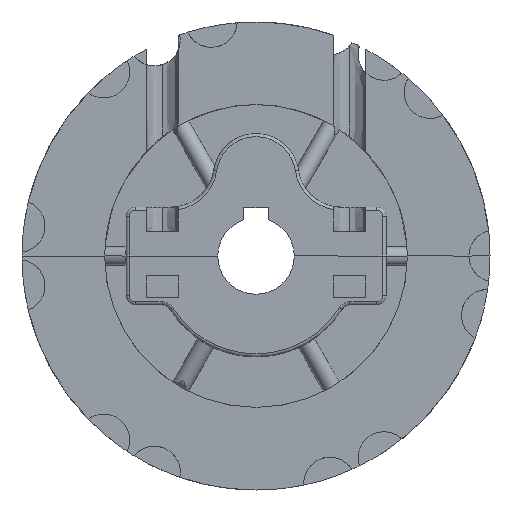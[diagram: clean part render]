
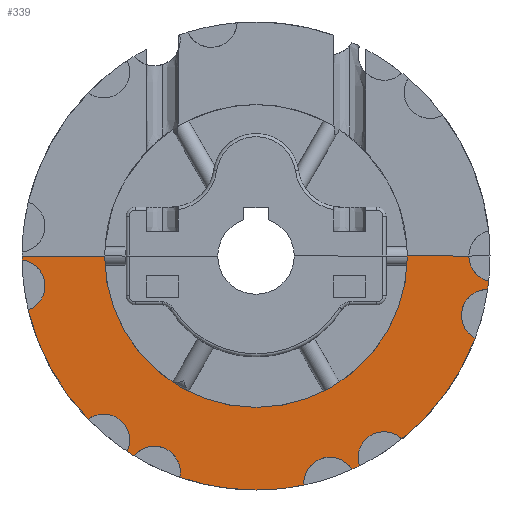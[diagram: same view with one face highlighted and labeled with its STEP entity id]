
A CAD part, left-side view. The second image highlights one B-rep face of the part: STEP entity #339.
In plain terms, the highlighted planar face has unit normal (-1, 0, 0).
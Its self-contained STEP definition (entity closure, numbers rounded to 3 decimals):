
#63=CARTESIAN_POINT('Vertex',(-26.5,-75.716,-10.923)) ;
#77=CARTESIAN_POINT('Vertex',(-26.5,-76.054,-8.25)) ;
#80=CARTESIAN_POINT('Axis2P3D Location',(-26.5,0.,0.)) ;
#101=CARTESIAN_POINT('Vertex',(-26.5,-71.613,-26.905)) ;
#131=CARTESIAN_POINT('Axis2P3D Location',(-26.5,-75.647,-19.423)) ;
#178=CARTESIAN_POINT('Vertex',(-26.5,-69.6,0.)) ;
#183=CARTESIAN_POINT('Axis2P3D Location',(-26.5,-78.1,0.)) ;
#203=CARTESIAN_POINT('Axis2P3D Location',(-26.5,0.,0.)) ;
#208=CARTESIAN_POINT('Axis2P3D Location',(-26.5,0.,0.)) ;
#212=CARTESIAN_POINT('Vertex',(-26.5,76.488,-1.347)) ;
#214=CARTESIAN_POINT('Vertex',(-26.5,76.5,0.)) ;
#217=CARTESIAN_POINT('Axis2P3D Location',(-26.5,77.484,-9.789)) ;
#221=CARTESIAN_POINT('Vertex',(-26.5,74.42,-17.717)) ;
#224=CARTESIAN_POINT('Axis2P3D Location',(-26.5,0.,0.)) ;
#228=CARTESIAN_POINT('Vertex',(-26.5,54.835,-53.342)) ;
#231=CARTESIAN_POINT('Axis2P3D Location',(-26.5,49.783,-60.177)) ;
#235=CARTESIAN_POINT('Vertex',(-26.5,42.122,-63.859)) ;
#238=CARTESIAN_POINT('Axis2P3D Location',(-26.5,0.,0.)) ;
#242=CARTESIAN_POINT('Vertex',(-26.5,39.847,-65.303)) ;
#245=CARTESIAN_POINT('Axis2P3D Location',(-26.5,33.253,-70.667)) ;
#249=CARTESIAN_POINT('Vertex',(-26.5,24.917,-72.328)) ;
#252=CARTESIAN_POINT('Axis2P3D Location',(-26.5,0.,0.)) ;
#256=CARTESIAN_POINT('Vertex',(-26.5,0.,-76.5)) ;
#259=CARTESIAN_POINT('Axis2P3D Location',(-26.5,0.,0.)) ;
#263=CARTESIAN_POINT('Vertex',(-26.5,-15.656,-74.881)) ;
#266=CARTESIAN_POINT('Axis2P3D Location',(-26.5,-24.134,-74.278)) ;
#270=CARTESIAN_POINT('Vertex',(-26.5,-31.348,-69.782)) ;
#273=CARTESIAN_POINT('Axis2P3D Location',(-26.5,0.,0.)) ;
#277=CARTESIAN_POINT('Vertex',(-26.5,-33.786,-68.635)) ;
#280=CARTESIAN_POINT('Axis2P3D Location',(-26.5,-41.848,-65.942)) ;
#284=CARTESIAN_POINT('Vertex',(-26.5,-47.717,-59.794)) ;
#287=CARTESIAN_POINT('Axis2P3D Location',(-26.5,0.,0.)) ;
#292=CARTESIAN_POINT('Line Origine',(-26.5,-59.55,0.)) ;
#296=CARTESIAN_POINT('Vertex',(-26.5,-49.5,0.)) ;
#299=CARTESIAN_POINT('Axis2P3D Location',(-26.5,0.,0.)) ;
#303=CARTESIAN_POINT('Vertex',(-26.5,0.,-49.5)) ;
#306=CARTESIAN_POINT('Axis2P3D Location',(-26.5,0.,0.)) ;
#310=CARTESIAN_POINT('Vertex',(-26.5,49.5,0.)) ;
#313=CARTESIAN_POINT('Line Origine',(-26.5,63.,0.)) ;
#81=DIRECTION('Axis2P3D Direction',(1.,0.,-0.)) ;
#132=DIRECTION('Axis2P3D Direction',(1.,0.,0.)) ;
#184=DIRECTION('Axis2P3D Direction',(1.,0.,-0.)) ;
#204=DIRECTION('Axis2P3D Direction',(1.,0.,-0.)) ;
#205=DIRECTION('Axis2P3D XDirection',(0.,0.,1.)) ;
#209=DIRECTION('Axis2P3D Direction',(1.,0.,-0.)) ;
#218=DIRECTION('Axis2P3D Direction',(1.,0.,-0.)) ;
#225=DIRECTION('Axis2P3D Direction',(1.,0.,-0.)) ;
#232=DIRECTION('Axis2P3D Direction',(1.,0.,-0.)) ;
#239=DIRECTION('Axis2P3D Direction',(1.,0.,-0.)) ;
#246=DIRECTION('Axis2P3D Direction',(1.,0.,-0.)) ;
#253=DIRECTION('Axis2P3D Direction',(1.,0.,-0.)) ;
#260=DIRECTION('Axis2P3D Direction',(1.,0.,-0.)) ;
#267=DIRECTION('Axis2P3D Direction',(1.,0.,-0.)) ;
#274=DIRECTION('Axis2P3D Direction',(1.,0.,-0.)) ;
#281=DIRECTION('Axis2P3D Direction',(1.,0.,-0.)) ;
#288=DIRECTION('Axis2P3D Direction',(1.,0.,-0.)) ;
#293=DIRECTION('Vector Direction',(0.,1.,0.)) ;
#300=DIRECTION('Axis2P3D Direction',(1.,0.,-0.)) ;
#307=DIRECTION('Axis2P3D Direction',(1.,0.,-0.)) ;
#314=DIRECTION('Vector Direction',(0.,1.,0.)) ;
#82=AXIS2_PLACEMENT_3D('Circle Axis2P3D',#80,#81,$) ;
#133=AXIS2_PLACEMENT_3D('Circle Axis2P3D',#131,#132,$) ;
#185=AXIS2_PLACEMENT_3D('Circle Axis2P3D',#183,#184,$) ;
#206=AXIS2_PLACEMENT_3D('Plane Axis2P3D',#203,#204,#205) ;
#210=AXIS2_PLACEMENT_3D('Circle Axis2P3D',#208,#209,$) ;
#219=AXIS2_PLACEMENT_3D('Circle Axis2P3D',#217,#218,$) ;
#226=AXIS2_PLACEMENT_3D('Circle Axis2P3D',#224,#225,$) ;
#233=AXIS2_PLACEMENT_3D('Circle Axis2P3D',#231,#232,$) ;
#240=AXIS2_PLACEMENT_3D('Circle Axis2P3D',#238,#239,$) ;
#247=AXIS2_PLACEMENT_3D('Circle Axis2P3D',#245,#246,$) ;
#254=AXIS2_PLACEMENT_3D('Circle Axis2P3D',#252,#253,$) ;
#261=AXIS2_PLACEMENT_3D('Circle Axis2P3D',#259,#260,$) ;
#268=AXIS2_PLACEMENT_3D('Circle Axis2P3D',#266,#267,$) ;
#275=AXIS2_PLACEMENT_3D('Circle Axis2P3D',#273,#274,$) ;
#282=AXIS2_PLACEMENT_3D('Circle Axis2P3D',#280,#281,$) ;
#289=AXIS2_PLACEMENT_3D('Circle Axis2P3D',#287,#288,$) ;
#301=AXIS2_PLACEMENT_3D('Circle Axis2P3D',#299,#300,$) ;
#308=AXIS2_PLACEMENT_3D('Circle Axis2P3D',#306,#307,$) ;
#319=ORIENTED_EDGE('',*,*,#216,.F.) ;
#320=ORIENTED_EDGE('',*,*,#223,.T.) ;
#321=ORIENTED_EDGE('',*,*,#230,.F.) ;
#322=ORIENTED_EDGE('',*,*,#237,.T.) ;
#323=ORIENTED_EDGE('',*,*,#244,.F.) ;
#324=ORIENTED_EDGE('',*,*,#251,.T.) ;
#325=ORIENTED_EDGE('',*,*,#258,.F.) ;
#326=ORIENTED_EDGE('',*,*,#265,.F.) ;
#327=ORIENTED_EDGE('',*,*,#272,.T.) ;
#328=ORIENTED_EDGE('',*,*,#279,.F.) ;
#329=ORIENTED_EDGE('',*,*,#286,.T.) ;
#330=ORIENTED_EDGE('',*,*,#291,.F.) ;
#331=ORIENTED_EDGE('',*,*,#135,.T.) ;
#332=ORIENTED_EDGE('',*,*,#84,.F.) ;
#333=ORIENTED_EDGE('',*,*,#187,.T.) ;
#334=ORIENTED_EDGE('',*,*,#298,.T.) ;
#335=ORIENTED_EDGE('',*,*,#305,.T.) ;
#336=ORIENTED_EDGE('',*,*,#312,.T.) ;
#337=ORIENTED_EDGE('',*,*,#317,.T.) ;
#294=VECTOR('Line Direction',#293,1.) ;
#315=VECTOR('Line Direction',#314,1.) ;
#339=ADVANCED_FACE('Body.6',(#338),#207,.F.) ;
#83=CIRCLE('generated circle',#82,76.5) ;
#134=CIRCLE('generated circle',#133,8.5) ;
#186=CIRCLE('generated circle',#185,8.5) ;
#211=CIRCLE('generated circle',#210,76.5) ;
#220=CIRCLE('generated circle',#219,8.5) ;
#227=CIRCLE('generated circle',#226,76.5) ;
#234=CIRCLE('generated circle',#233,8.5) ;
#241=CIRCLE('generated circle',#240,76.5) ;
#248=CIRCLE('generated circle',#247,8.5) ;
#255=CIRCLE('generated circle',#254,76.5) ;
#262=CIRCLE('generated circle',#261,76.5) ;
#269=CIRCLE('generated circle',#268,8.5) ;
#276=CIRCLE('generated circle',#275,76.5) ;
#283=CIRCLE('generated circle',#282,8.5) ;
#290=CIRCLE('generated circle',#289,76.5) ;
#302=CIRCLE('generated circle',#301,49.5) ;
#309=CIRCLE('generated circle',#308,49.5) ;
#84=EDGE_CURVE('',#78,#64,#83,.T.) ;
#135=EDGE_CURVE('',#102,#64,#134,.T.) ;
#187=EDGE_CURVE('',#78,#179,#186,.T.) ;
#216=EDGE_CURVE('',#213,#215,#211,.T.) ;
#223=EDGE_CURVE('',#213,#222,#220,.T.) ;
#230=EDGE_CURVE('',#229,#222,#227,.T.) ;
#237=EDGE_CURVE('',#229,#236,#234,.T.) ;
#244=EDGE_CURVE('',#243,#236,#241,.T.) ;
#251=EDGE_CURVE('',#243,#250,#248,.T.) ;
#258=EDGE_CURVE('',#257,#250,#255,.T.) ;
#265=EDGE_CURVE('',#264,#257,#262,.T.) ;
#272=EDGE_CURVE('',#264,#271,#269,.T.) ;
#279=EDGE_CURVE('',#278,#271,#276,.T.) ;
#286=EDGE_CURVE('',#278,#285,#283,.T.) ;
#291=EDGE_CURVE('',#102,#285,#290,.T.) ;
#298=EDGE_CURVE('',#179,#297,#295,.T.) ;
#305=EDGE_CURVE('',#297,#304,#302,.T.) ;
#312=EDGE_CURVE('',#304,#311,#309,.T.) ;
#317=EDGE_CURVE('',#311,#215,#316,.T.) ;
#318=EDGE_LOOP('',(#319,#320,#321,#322,#323,#324,#325,#326,#327,#328,#329,#330,#331,#332,#333,#334,#335,#336,#337)) ;
#338=FACE_OUTER_BOUND('',#318,.T.) ;
#295=LINE('Line',#292,#294) ;
#316=LINE('Line',#313,#315) ;
#207=PLANE('',#206) ;
#64=VERTEX_POINT('',#63) ;
#78=VERTEX_POINT('',#77) ;
#102=VERTEX_POINT('',#101) ;
#179=VERTEX_POINT('',#178) ;
#213=VERTEX_POINT('',#212) ;
#215=VERTEX_POINT('',#214) ;
#222=VERTEX_POINT('',#221) ;
#229=VERTEX_POINT('',#228) ;
#236=VERTEX_POINT('',#235) ;
#243=VERTEX_POINT('',#242) ;
#250=VERTEX_POINT('',#249) ;
#257=VERTEX_POINT('',#256) ;
#264=VERTEX_POINT('',#263) ;
#271=VERTEX_POINT('',#270) ;
#278=VERTEX_POINT('',#277) ;
#285=VERTEX_POINT('',#284) ;
#297=VERTEX_POINT('',#296) ;
#304=VERTEX_POINT('',#303) ;
#311=VERTEX_POINT('',#310) ;
